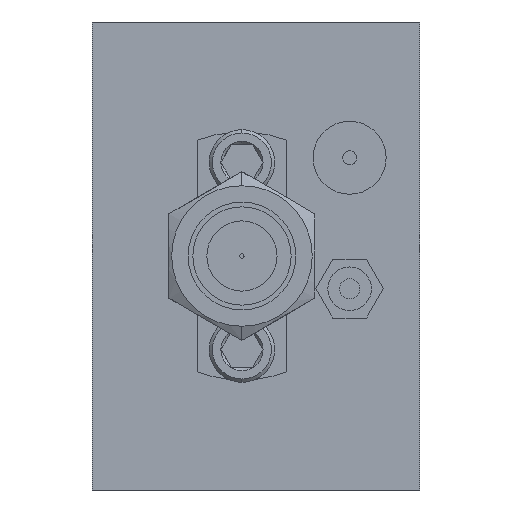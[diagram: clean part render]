
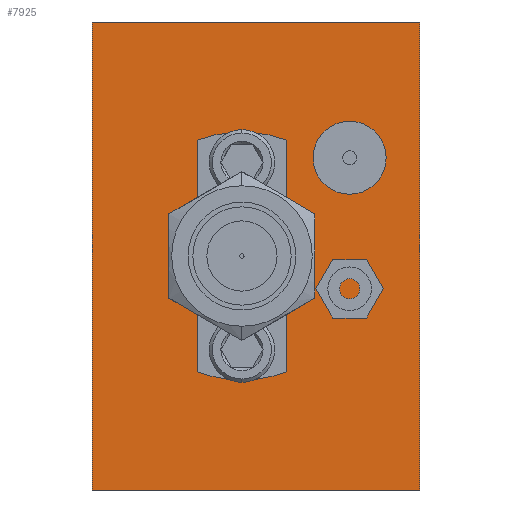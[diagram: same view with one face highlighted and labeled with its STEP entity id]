
A CAD part, left-side view. The second image highlights one B-rep face of the part: STEP entity #7925.
In plain terms, the highlighted planar face has unit normal (-1, 0, 0).
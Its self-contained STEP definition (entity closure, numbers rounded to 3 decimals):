
#363 = CARTESIAN_POINT ( 'NONE',  ( -22.86, 17.78, -12.7 ) ) ;
#719 = LINE ( 'NONE', #363, #13670 ) ;
#850 = ORIENTED_EDGE ( 'NONE', *, *, #17525, .F. ) ;
#994 = VERTEX_POINT ( 'NONE', #13137 ) ;
#1561 = CARTESIAN_POINT ( 'NONE',  ( -22.86, 0., 12.7 ) ) ;
#1839 = LINE ( 'NONE', #3844, #14806 ) ;
#2853 = PLANE ( 'NONE',  #15285 ) ;
#3330 = CARTESIAN_POINT ( 'NONE',  ( -22.86, 0., -12.7 ) ) ;
#3844 = CARTESIAN_POINT ( 'NONE',  ( -22.86, 17.78, 12.7 ) ) ;
#3871 = ORIENTED_EDGE ( 'NONE', *, *, #10375, .T. ) ;
#4489 = FACE_OUTER_BOUND ( 'NONE', #5703, .T. ) ;
#4778 = VERTEX_POINT ( 'NONE', #12824 ) ;
#5155 = VERTEX_POINT ( 'NONE', #1561 ) ;
#5300 = VECTOR ( 'NONE', #15079, 1000. ) ;
#5703 = EDGE_LOOP ( 'NONE', ( #11059, #8586, #850, #3871 ) ) ;
#6425 = CARTESIAN_POINT ( 'NONE',  ( -22.86, 17.78, 12.7 ) ) ;
#6618 = DIRECTION ( 'NONE',  ( 0., -1., 0. ) ) ;
#6753 = ORIENTED_EDGE ( 'NONE', *, *, #9276, .F. ) ;
#6976 = VERTEX_POINT ( 'NONE', #17624 ) ;
#7412 = EDGE_CURVE ( 'NONE', #994, #6976, #10004, .T. ) ;
#7925 = ADVANCED_FACE ( 'NONE', ( #8217, #4489 ), #2853, .F. ) ;
#8000 = AXIS2_PLACEMENT_3D ( 'NONE', #17507, #12031, #13492 ) ;
#8217 = FACE_BOUND ( 'NONE', #8540, .T. ) ;
#8540 = EDGE_LOOP ( 'NONE', ( #6753, #17655 ) ) ;
#8586 = ORIENTED_EDGE ( 'NONE', *, *, #13551, .F. ) ;
#8913 = CARTESIAN_POINT ( 'NONE',  ( -22.86, 9.652, 0. ) ) ;
#9054 = EDGE_CURVE ( 'NONE', #14426, #5155, #14119, .T. ) ;
#9276 = EDGE_CURVE ( 'NONE', #6976, #994, #14339, .T. ) ;
#10004 = CIRCLE ( 'NONE', #15050, 0.152 ) ;
#10291 = DIRECTION ( 'NONE',  ( 0., -1., 0. ) ) ;
#10375 = EDGE_CURVE ( 'NONE', #4778, #14426, #719, .T. ) ;
#10875 = DIRECTION ( 'NONE',  ( 0., 0., 1. ) ) ;
#11059 = ORIENTED_EDGE ( 'NONE', *, *, #9054, .T. ) ;
#11328 = DIRECTION ( 'NONE',  ( 0., 0., -1. ) ) ;
#11520 = DIRECTION ( 'NONE',  ( -1., 0., 0. ) ) ;
#11768 = VERTEX_POINT ( 'NONE', #6425 ) ;
#12031 = DIRECTION ( 'NONE',  ( -1., 0., 0. ) ) ;
#12653 = CARTESIAN_POINT ( 'NONE',  ( -22.86, 17.78, -12.7 ) ) ;
#12824 = CARTESIAN_POINT ( 'NONE',  ( -22.86, 17.78, -12.7 ) ) ;
#13137 = CARTESIAN_POINT ( 'NONE',  ( -22.86, 9.652, -0.152 ) ) ;
#13492 = DIRECTION ( 'NONE',  ( 0., 0., 1. ) ) ;
#13551 = EDGE_CURVE ( 'NONE', #11768, #5155, #1839, .T. ) ;
#13670 = VECTOR ( 'NONE', #10291, 1000. ) ;
#14119 = LINE ( 'NONE', #17546, #5300 ) ;
#14339 = CIRCLE ( 'NONE', #8000, 0.152 ) ;
#14426 = VERTEX_POINT ( 'NONE', #3330 ) ;
#14469 = VECTOR ( 'NONE', #10875, 1000. ) ;
#14806 = VECTOR ( 'NONE', #6618, 1000. ) ;
#15050 = AXIS2_PLACEMENT_3D ( 'NONE', #8913, #11520, #16243 ) ;
#15079 = DIRECTION ( 'NONE',  ( 0., 0., 1. ) ) ;
#15285 = AXIS2_PLACEMENT_3D ( 'NONE', #12653, #15496, #11328 ) ;
#15496 = DIRECTION ( 'NONE',  ( 1., 0., 0. ) ) ;
#15815 = LINE ( 'NONE', #17777, #14469 ) ;
#16243 = DIRECTION ( 'NONE',  ( 0., 0., 1. ) ) ;
#17507 = CARTESIAN_POINT ( 'NONE',  ( -22.86, 9.652, 0. ) ) ;
#17525 = EDGE_CURVE ( 'NONE', #4778, #11768, #15815, .T. ) ;
#17546 = CARTESIAN_POINT ( 'NONE',  ( -22.86, 0., -12.7 ) ) ;
#17624 = CARTESIAN_POINT ( 'NONE',  ( -22.86, 9.652, 0.152 ) ) ;
#17655 = ORIENTED_EDGE ( 'NONE', *, *, #7412, .F. ) ;
#17777 = CARTESIAN_POINT ( 'NONE',  ( -22.86, 17.78, -12.7 ) ) ;
